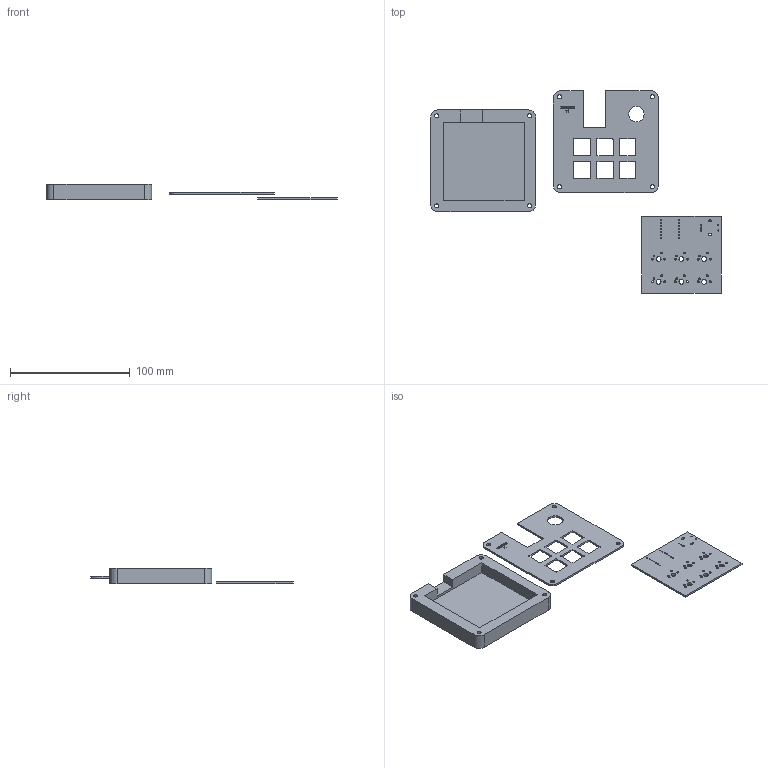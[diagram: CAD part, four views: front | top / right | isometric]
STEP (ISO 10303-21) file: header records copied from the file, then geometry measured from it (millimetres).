
FILE_DESCRIPTION(/* description */ (''),/* implementation_level */ '2;1');
FILE_NAME(/* name */ 'completefile.step',/* time_stamp */ '2025-12-25T21:44:20+01:00',/* author */ (''),/* organization */ (''),/* preprocessor_version */ 'ST-DEVELOPER v20.1',/* originating_system */ 'Autodesk Translation Framework v14.21.0.0',/* authorisation */ '');
FILE_SCHEMA (('AUTOMOTIVE_DESIGN { 1 0 10303 214 3 1 1 }'));
Length unit declared in the file: millimetre
Products named in the file (6): 2025-12-25-21-40-51-161; 2025-12-25-20-32-31-111; 2025-12-25-20-32-31-112; 2025-12-25-20-31-23-572; 2025-12-25-20-31-40-209; 2025-12-25-20-31-40-210
Assembly tree (5 placements, depth 3):
  2025-12-25-21-40-51-161
    2025-12-25-20-32-31-111
      2025-12-25-20-32-31-112
    2025-12-25-20-31-23-572
    2025-12-25-20-31-40-209
      2025-12-25-20-31-40-210
Bounding box: 242.98 x 169.31 x 13 mm (x, y, z)
Volume: 65008.4 mm3; surface area: 43757.3 mm2
Topology: 3 solids, 3 shells, 343 faces, 963 edges, 642 vertices
Faces by surface type: plane 140, bspline 105, cylinder 98
Full cylindrical faces by diameter (mm): 0.889 x14, 1 x5, 1.5 x12, 1.7 x12, 3.4 x8, 4 x6, 6 x4, 13 x1
Entity records: 12498 total; most frequent: CARTESIAN_POINT 3744, ORIENTED_EDGE 1926, DIRECTION 1447, EDGE_CURVE 963, VERTEX_POINT 642, LINE 557, VECTOR 557, EDGE_LOOP 491
